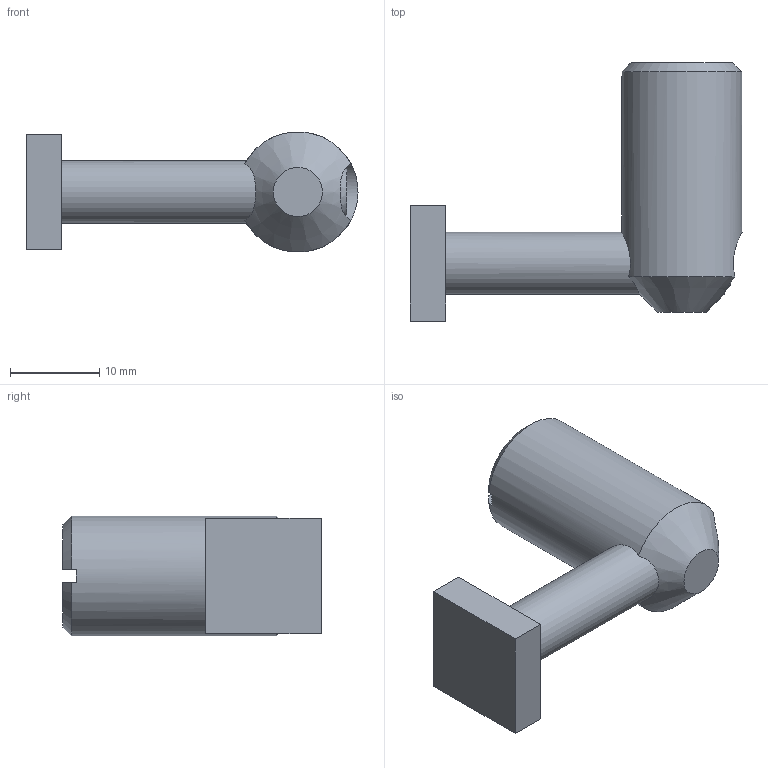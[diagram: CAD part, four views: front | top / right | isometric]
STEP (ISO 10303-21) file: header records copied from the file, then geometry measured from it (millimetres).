
FILE_DESCRIPTION(/* description */ ('Szybkozłączka 45-8'),/* implementation_level */ '2;1');
FILE_NAME(/* name */ '311400.stp',/* time_stamp */ '2022-08-10T12:18:01+02:00',/* author */ ('aluteckkpl_am'),/* organization */ (''),/* preprocessor_version */ 'ST-DEVELOPER v18.1',/* originating_system */ 'Autodesk Inventor 2021',/* authorisation */ '');
FILE_SCHEMA (('CONFIG_CONTROL_DESIGN'));
Length unit declared in the file: millimetre
Products named in the file (2): 311400; 311400_1
Assembly tree (1 placements, depth 2):
  311400
    311400_1
Bounding box: 37.25 x 29 x 13.45 mm (x, y, z)
Volume: 4953 mm3; surface area: 3524 mm2
Topology: 3 solids, 3 shells, 39 faces, 103 edges, 69 vertices
Faces by surface type: plane 27, cone 7, cylinder 5
Full cylindrical faces by diameter (mm): 6.647 x1, 7 x2, 8 x1, 13.5 x1
Entity records: 1404 total; most frequent: CARTESIAN_POINT 365, ORIENTED_EDGE 206, DIRECTION 202, EDGE_CURVE 103, AXIS2_PLACEMENT_3D 73, VERTEX_POINT 69, LINE 56, VECTOR 56
